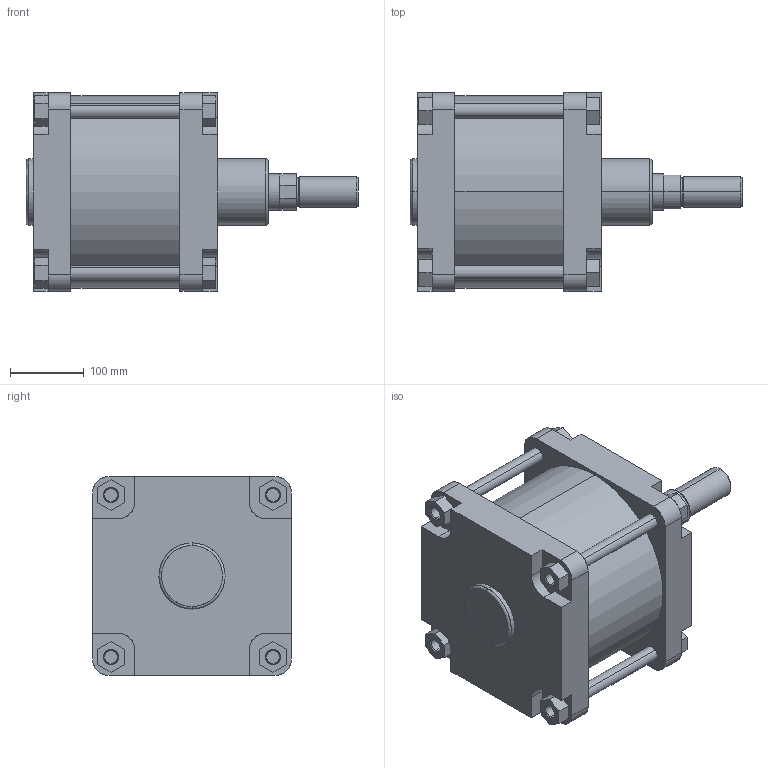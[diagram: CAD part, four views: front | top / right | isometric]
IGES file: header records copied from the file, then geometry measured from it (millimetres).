
Start section: SolidWorks IGES file using analytic representation for surfaces
Global section: file name: PMB  250-50  CYLINDER.IGS; native system: SolidWorks 2010; preprocessor: SolidWorks 2010; author: HASAN; date: 100804.123151; units: millimetre
Bounding box: 451 x 270 x 270 mm (x, y, z)
Surface area: 999494 mm2 (no closed solid volume)
Topology: 0 solids, 0 shells, 252 faces, 3709 edges, 3709 vertices
Faces by surface type: revolution 127, bspline 125
